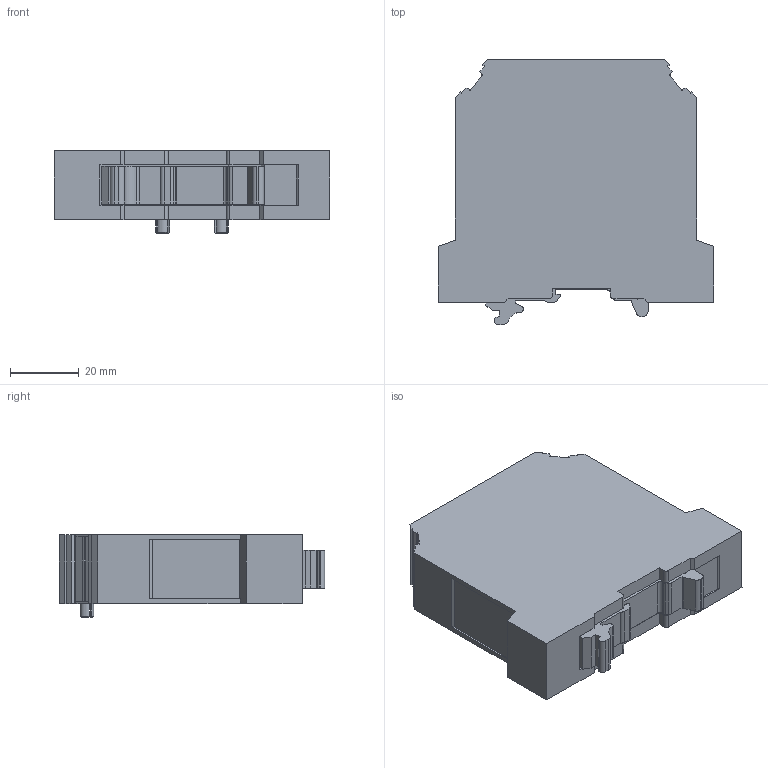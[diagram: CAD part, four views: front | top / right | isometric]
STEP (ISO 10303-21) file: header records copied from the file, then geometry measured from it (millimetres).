
FILE_DESCRIPTION (( 'STEP AP214' ), '1' );
FILE_NAME ('334190_AVK 50 T.STP', '2015-08-06T13:43:48', ( '' ), ( '' ), 'SwSTEP 2.0', 'SolidWorks 2015', '' );
FILE_SCHEMA (( 'AUTOMOTIVE_DESIGN' ));
Length unit declared in the file: millimetre
Products named in the file (1): 334190_AVK 50 T
Bounding box: 80 x 77 x 24 mm (x, y, z)
Volume: 97936.5 mm3; surface area: 16713.2 mm2
Topology: 1 solids, 1 shells, 230 faces, 652 edges, 432 vertices
Faces by surface type: plane 155, cylinder 67, cone 8
Entity records: 8441 total; most frequent: CARTESIAN_POINT 1351, ORIENTED_EDGE 1304, DIRECTION 1244, EDGE_CURVE 652, LINE 498, VECTOR 498, VERTEX_POINT 432, AXIS2_PLACEMENT_3D 373
